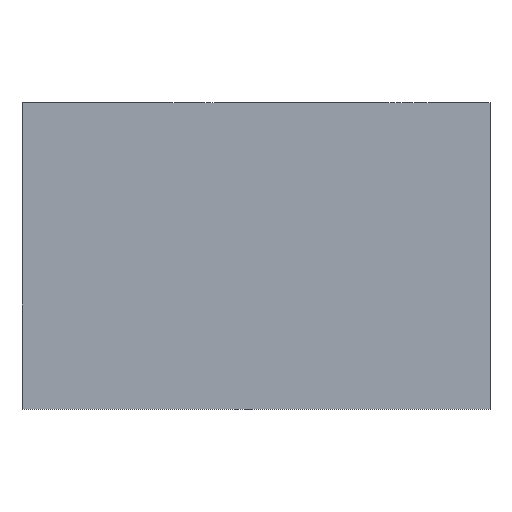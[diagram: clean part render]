
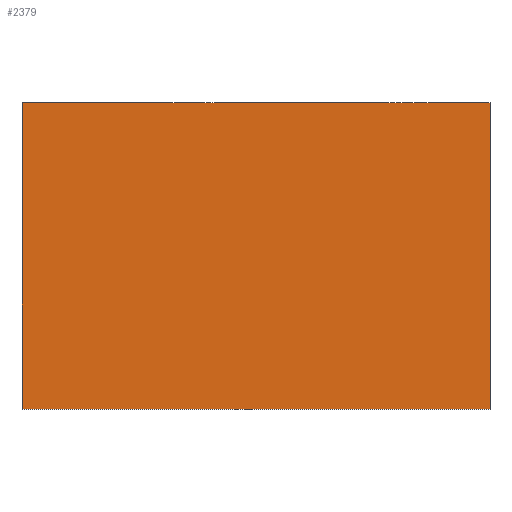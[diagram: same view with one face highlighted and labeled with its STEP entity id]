
A CAD part, top view. The second image highlights one B-rep face of the part: STEP entity #2379.
In plain terms, the highlighted planar face has unit normal (0, 0, 1).
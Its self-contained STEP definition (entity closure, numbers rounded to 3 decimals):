
#52=PLANE('',#2501);
#83=LINE('',#6353,#147);
#89=LINE('',#15301,#153);
#126=LINE('',#21449,#190);
#127=LINE('',#21450,#191);
#147=VECTOR('',#2595,10.);
#153=VECTOR('',#2615,10.);
#190=VECTOR('',#2778,10.);
#191=VECTOR('',#2779,10.);
#314=FACE_OUTER_BOUND('',#426,.T.);
#426=EDGE_LOOP('',(#2177,#2178,#2179,#2180));
#857=VERTEX_POINT('',#6350);
#858=VERTEX_POINT('',#6352);
#918=VERTEX_POINT('',#15300);
#1029=VERTEX_POINT('',#21448);
#1186=EDGE_CURVE('',#857,#858,#83,.T.);
#1254=EDGE_CURVE('',#858,#918,#89,.T.);
#1418=EDGE_CURVE('',#1029,#857,#126,.T.);
#1419=EDGE_CURVE('',#918,#1029,#127,.T.);
#2177=ORIENTED_EDGE('',*,*,#1418,.F.);
#2178=ORIENTED_EDGE('',*,*,#1419,.F.);
#2179=ORIENTED_EDGE('',*,*,#1254,.F.);
#2180=ORIENTED_EDGE('',*,*,#1186,.F.);
#2379=ADVANCED_FACE('',(#314),#52,.F.);
#2501=AXIS2_PLACEMENT_3D('',#21447,#2776,#2777);
#2595=DIRECTION('',(1.,0.,0.));
#2615=DIRECTION('',(0.,-1.,0.));
#2776=DIRECTION('center_axis',(0.,0.,-1.));
#2777=DIRECTION('ref_axis',(-1.,0.,0.));
#2778=DIRECTION('',(0.,1.,0.));
#2779=DIRECTION('',(-1.,0.,0.));
#6350=CARTESIAN_POINT('',(-108.071,71.831,12.216));
#6352=CARTESIAN_POINT('',(108.192,71.831,12.216));
#6353=CARTESIAN_POINT('',(54.126,71.831,12.216));
#15300=CARTESIAN_POINT('',(108.192,-69.625,12.216));
#15301=CARTESIAN_POINT('',(108.192,-34.261,12.216));
#21447=CARTESIAN_POINT('Origin',(0.06,1.103,12.216));
#21448=CARTESIAN_POINT('',(-108.071,-69.625,12.216));
#21449=CARTESIAN_POINT('',(-108.071,36.467,12.216));
#21450=CARTESIAN_POINT('',(-54.005,-69.625,12.216));
